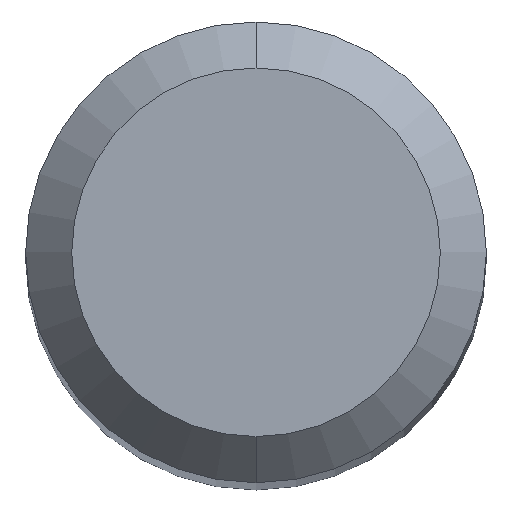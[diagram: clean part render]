
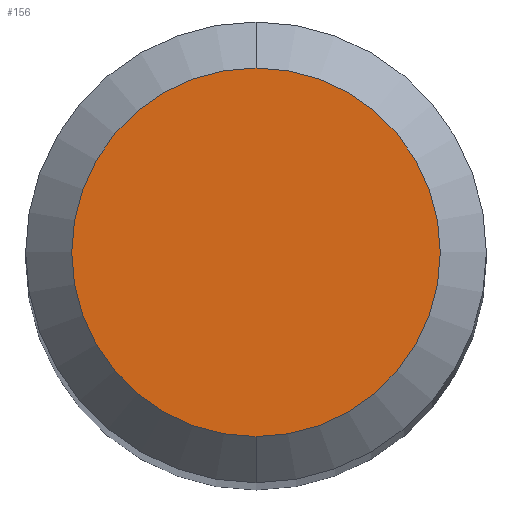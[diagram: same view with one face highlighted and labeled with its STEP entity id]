
A CAD part, top view. The second image highlights one B-rep face of the part: STEP entity #156.
In plain terms, the highlighted planar face has unit normal (0, 0, 1).
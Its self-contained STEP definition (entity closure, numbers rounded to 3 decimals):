
#156=ADVANCED_FACE('',(#339),#340,.T.);
#174=VERTEX_POINT('',#360);
#192=EDGE_CURVE('',#262,#174,#382,.T.);
#208=EDGE_CURVE('',#174,#262,#398,.T.);
#262=VERTEX_POINT('',#460);
#339=FACE_OUTER_BOUND('',#539,.T.);
#340=PLANE('',#540);
#360=CARTESIAN_POINT('',(0.0,1.2,0.0));
#382=CIRCLE('',#595,1.2);
#398=CIRCLE('',#622,1.2);
#460=CARTESIAN_POINT('',(0.,-1.2,0.0));
#539=EDGE_LOOP('',(#774,#775));
#540=AXIS2_PLACEMENT_3D('',#776,#777,#778);
#595=AXIS2_PLACEMENT_3D('',#832,#833,#834);
#622=AXIS2_PLACEMENT_3D('',#850,#851,#852);
#774=ORIENTED_EDGE('',*,*,#208,.F.);
#775=ORIENTED_EDGE('',*,*,#192,.F.);
#776=CARTESIAN_POINT('',(0.0,0.6,0.0));
#777=DIRECTION('',(-0.0,0.0,1.0));
#778=DIRECTION('',(0.0,-1.0,0.0));
#832=CARTESIAN_POINT('',(0.0,0.0,0.0));
#833=DIRECTION('',(0.0,0.0,-1.0));
#834=DIRECTION('',(0.0,1.0,0.0));
#850=CARTESIAN_POINT('',(0.0,0.0,0.0));
#851=DIRECTION('',(0.0,0.0,-1.0));
#852=DIRECTION('',(0.0,1.0,0.0));
